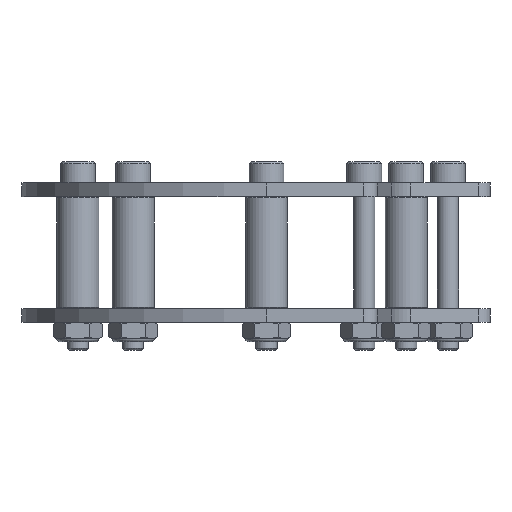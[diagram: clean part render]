
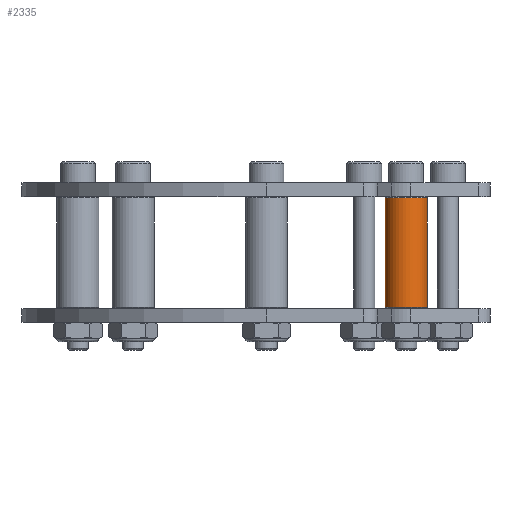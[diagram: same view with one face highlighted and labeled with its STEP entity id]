
A CAD part, left-side view. The second image highlights one B-rep face of the part: STEP entity #2335.
In plain terms, the highlighted cylindrical face has radius 4.763 mm (diameter 9.525 mm), a full revolution.
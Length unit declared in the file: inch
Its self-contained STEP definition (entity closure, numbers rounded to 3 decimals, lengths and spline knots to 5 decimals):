
#187 = DIRECTION ( 'NONE',  ( 0., 0., 1. ) ) ;
#214 = ORIENTED_EDGE ( 'NONE', *, *, #1568, .T. ) ;
#216 = AXIS2_PLACEMENT_3D ( 'NONE', #1068, #2275, #365 ) ;
#365 = DIRECTION ( 'NONE',  ( 0., 0., -1. ) ) ;
#679 = FACE_OUTER_BOUND ( 'NONE', #2657, .T. ) ;
#921 = VERTEX_POINT ( 'NONE', #1852 ) ;
#974 = VERTEX_POINT ( 'NONE', #1238 ) ;
#1068 = CARTESIAN_POINT ( 'NONE',  ( 0., 1., 0. ) ) ;
#1088 = EDGE_LOOP ( 'NONE', ( #1573 ) ) ;
#1170 = DIRECTION ( 'NONE',  ( 0., -1., 0. ) ) ;
#1238 = CARTESIAN_POINT ( 'NONE',  ( 0., 0.01, 0.1875 ) ) ;
#1287 = FACE_OUTER_BOUND ( 'NONE', #1088, .T. ) ;
#1406 = EDGE_CURVE ( 'NONE', #921, #921, #2986, .T. ) ;
#1466 = CARTESIAN_POINT ( 'NONE',  ( 0., 0.99, 0. ) ) ;
#1494 = DIRECTION ( 'NONE',  ( 0., 1., 0. ) ) ;
#1568 = EDGE_CURVE ( 'NONE', #974, #974, #3569, .T. ) ;
#1573 = ORIENTED_EDGE ( 'NONE', *, *, #1406, .T. ) ;
#1852 = CARTESIAN_POINT ( 'NONE',  ( 0., 0.99, 0.1875 ) ) ;
#2114 = CARTESIAN_POINT ( 'NONE',  ( 0., 0.01, 0. ) ) ;
#2275 = DIRECTION ( 'NONE',  ( 0., -1., 0. ) ) ;
#2313 = AXIS2_PLACEMENT_3D ( 'NONE', #2114, #1494, #3033 ) ;
#2335 = ADVANCED_FACE ( 'NONE', ( #679, #1287 ), #2964, .T. ) ;
#2657 = EDGE_LOOP ( 'NONE', ( #214 ) ) ;
#2964 = CYLINDRICAL_SURFACE ( 'NONE', #216, 0.1875 ) ;
#2986 = CIRCLE ( 'NONE', #3322, 0.1875 ) ;
#3033 = DIRECTION ( 'NONE',  ( 0., 0., 1. ) ) ;
#3322 = AXIS2_PLACEMENT_3D ( 'NONE', #1466, #1170, #187 ) ;
#3569 = CIRCLE ( 'NONE', #2313, 0.1875 ) ;
